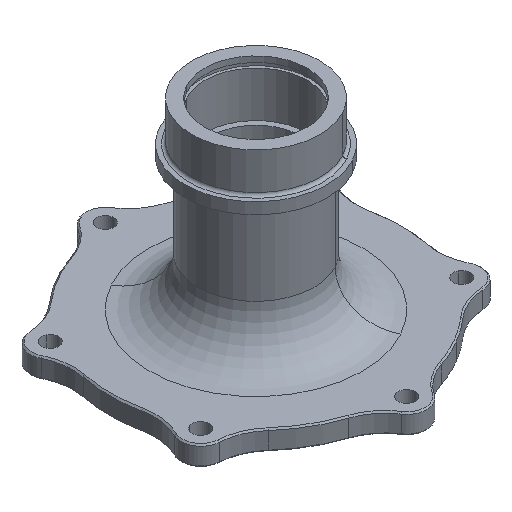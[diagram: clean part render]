
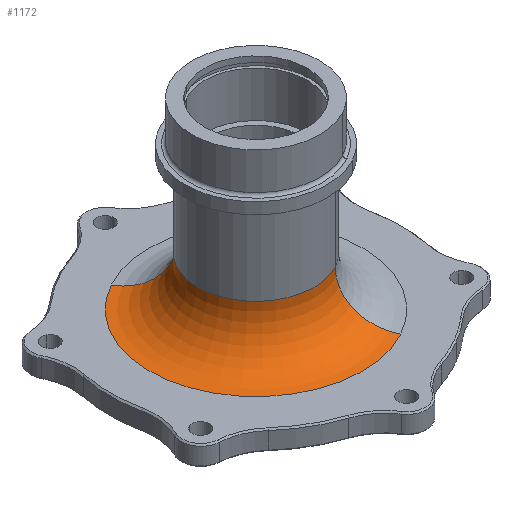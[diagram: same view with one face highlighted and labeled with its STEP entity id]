
A CAD part, isometric view. The second image highlights one B-rep face of the part: STEP entity #1172.
In plain terms, the highlighted toroidal (fillet/blend) face has major radius 37.5 mm and minor radius 17 mm.
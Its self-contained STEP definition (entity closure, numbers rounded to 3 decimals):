
#1108=CARTESIAN_POINT('Vertex',(-9.828,17.99,24.)) ;
#1115=CARTESIAN_POINT('Vertex',(9.828,-17.99,24.)) ;
#1130=CARTESIAN_POINT('Axis2P3D Location',(0.,0.,24.)) ;
#1142=CARTESIAN_POINT('Axis2P3D Location',(0.,0.,24.)) ;
#1147=CARTESIAN_POINT('Axis2P3D Location',(-17.978,32.909,24.)) ;
#1151=CARTESIAN_POINT('Vertex',(-17.978,32.909,7.)) ;
#1154=CARTESIAN_POINT('Axis2P3D Location',(0.,0.,7.)) ;
#1158=CARTESIAN_POINT('Vertex',(17.978,-32.909,7.)) ;
#1161=CARTESIAN_POINT('Axis2P3D Location',(17.978,-32.909,24.)) ;
#1131=DIRECTION('Axis2P3D Direction',(0.,0.,1.)) ;
#1143=DIRECTION('Axis2P3D Direction',(0.,-0.,1.)) ;
#1144=DIRECTION('Axis2P3D XDirection',(-0.397,0.918,0.)) ;
#1148=DIRECTION('Axis2P3D Direction',(0.878,0.479,0.)) ;
#1155=DIRECTION('Axis2P3D Direction',(0.,-0.,1.)) ;
#1162=DIRECTION('Axis2P3D Direction',(-0.878,-0.479,0.)) ;
#1132=AXIS2_PLACEMENT_3D('Circle Axis2P3D',#1130,#1131,$) ;
#1145=AXIS2_PLACEMENT_3D('Torus Axis2P3D',#1142,#1143,#1144) ;
#1149=AXIS2_PLACEMENT_3D('Circle Axis2P3D',#1147,#1148,$) ;
#1156=AXIS2_PLACEMENT_3D('Circle Axis2P3D',#1154,#1155,$) ;
#1163=AXIS2_PLACEMENT_3D('Circle Axis2P3D',#1161,#1162,$) ;
#1167=ORIENTED_EDGE('',*,*,#1134,.T.) ;
#1168=ORIENTED_EDGE('',*,*,#1153,.T.) ;
#1169=ORIENTED_EDGE('',*,*,#1160,.F.) ;
#1170=ORIENTED_EDGE('',*,*,#1165,.F.) ;
#1172=ADVANCED_FACE('\X2\96F64EF651E04F554F53\X0\',(#1171),#1146,.F.) ;
#1133=CIRCLE('generated circle',#1132,20.5) ;
#1150=CIRCLE('generated circle',#1149,17.) ;
#1157=CIRCLE('generated circle',#1156,37.5) ;
#1164=CIRCLE('generated circle',#1163,17.) ;
#1146=TOROIDAL_SURFACE('homeo Torus',#1145,37.5,17.) ;
#1134=EDGE_CURVE('',#1116,#1109,#1133,.F.) ;
#1153=EDGE_CURVE('',#1109,#1152,#1150,.T.) ;
#1160=EDGE_CURVE('',#1159,#1152,#1157,.F.) ;
#1165=EDGE_CURVE('',#1116,#1159,#1164,.T.) ;
#1166=EDGE_LOOP('',(#1167,#1168,#1169,#1170)) ;
#1171=FACE_OUTER_BOUND('',#1166,.T.) ;
#1109=VERTEX_POINT('',#1108) ;
#1116=VERTEX_POINT('',#1115) ;
#1152=VERTEX_POINT('',#1151) ;
#1159=VERTEX_POINT('',#1158) ;
